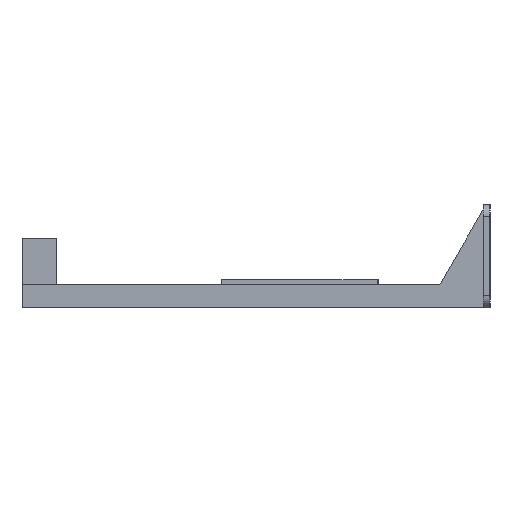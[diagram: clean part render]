
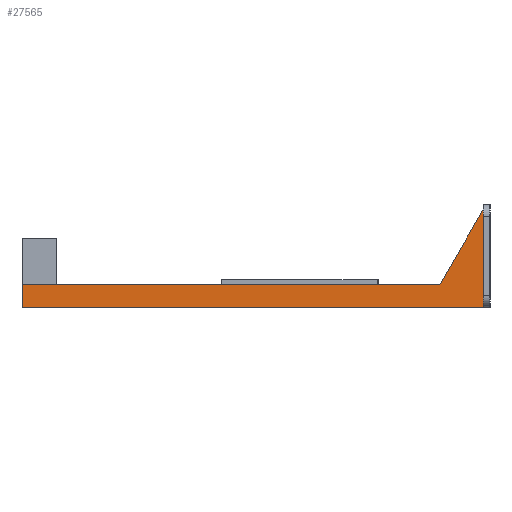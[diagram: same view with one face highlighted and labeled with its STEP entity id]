
A CAD part, left-side view. The second image highlights one B-rep face of the part: STEP entity #27565.
In plain terms, the highlighted planar face has unit normal (-1, 0, 0).
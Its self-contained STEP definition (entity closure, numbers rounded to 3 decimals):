
#251 = PLANE('',#252);
#252 = AXIS2_PLACEMENT_3D('',#253,#254,#255);
#253 = CARTESIAN_POINT('',(188.,185.,0.));
#254 = DIRECTION('',(0.,0.,1.));
#255 = DIRECTION('',(1.,0.,0.));
#413 = PLANE('',#414);
#414 = AXIS2_PLACEMENT_3D('',#415,#416,#417);
#415 = CARTESIAN_POINT('',(110.,0.,22.225));
#416 = DIRECTION('',(0.,-1.,0.));
#417 = DIRECTION('',(1.,0.,0.));
#9549 = EDGE_CURVE('',#9550,#9552,#9554,.T.);
#9550 = VERTEX_POINT('',#9551);
#9551 = CARTESIAN_POINT('',(-1.6,0.,0.));
#9552 = VERTEX_POINT('',#9553);
#9553 = CARTESIAN_POINT('',(-1.6,200.,0.));
#9554 = SURFACE_CURVE('',#9555,(#9559,#9566),.PCURVE_S1.);
#9555 = LINE('',#9556,#9557);
#9556 = CARTESIAN_POINT('',(-1.6,0.,0.));
#9557 = VECTOR('',#9558,1.);
#9558 = DIRECTION('',(0.,1.,0.));
#9559 = PCURVE('',#251,#9560);
#9560 = DEFINITIONAL_REPRESENTATION('',(#9561),#9565);
#9561 = LINE('',#9562,#9563);
#9562 = CARTESIAN_POINT('',(-189.6,-185.));
#9563 = VECTOR('',#9564,1.);
#9564 = DIRECTION('',(0.,1.));
#9565 = ( GEOMETRIC_REPRESENTATION_CONTEXT(2) 
PARAMETRIC_REPRESENTATION_CONTEXT() REPRESENTATION_CONTEXT('2D SPACE',''
  ) );
#9566 = PCURVE('',#9567,#9572);
#9567 = PLANE('',#9568);
#9568 = AXIS2_PLACEMENT_3D('',#9569,#9570,#9571);
#9569 = CARTESIAN_POINT('',(-1.6,6.346,21.346));
#9570 = DIRECTION('',(-1.,-0.,-0.));
#9571 = DIRECTION('',(0.,-1.,0.));
#9572 = DEFINITIONAL_REPRESENTATION('',(#9573),#9577);
#9573 = LINE('',#9574,#9575);
#9574 = CARTESIAN_POINT('',(6.346,-21.346));
#9575 = VECTOR('',#9576,1.);
#9576 = DIRECTION('',(-1.,0.));
#9577 = ( GEOMETRIC_REPRESENTATION_CONTEXT(2) 
PARAMETRIC_REPRESENTATION_CONTEXT() REPRESENTATION_CONTEXT('2D SPACE',''
  ) );
#9751 = PLANE('',#9752);
#9752 = AXIS2_PLACEMENT_3D('',#9753,#9754,#9755);
#9753 = CARTESIAN_POINT('',(188.,200.,25.));
#9754 = DIRECTION('',(0.,1.,0.));
#9755 = DIRECTION('',(0.,0.,1.));
#17393 = PLANE('',#17394);
#17394 = AXIS2_PLACEMENT_3D('',#17395,#17396,#17397);
#17395 = CARTESIAN_POINT('',(220.,0.,10.));
#17396 = DIRECTION('',(0.,0.,1.));
#17397 = DIRECTION('',(1.,0.,0.));
#17421 = PLANE('',#17422);
#17422 = AXIS2_PLACEMENT_3D('',#17423,#17424,#17425);
#17423 = CARTESIAN_POINT('',(0.,0.,42.225));
#17424 = DIRECTION('',(-0.,-0.865,-0.502));
#17425 = DIRECTION('',(0.,0.502,-0.865));
#17510 = EDGE_CURVE('',#17511,#9550,#17513,.T.);
#17511 = VERTEX_POINT('',#17512);
#17512 = CARTESIAN_POINT('',(-1.6,0.,42.225));
#17513 = SURFACE_CURVE('',#17514,(#17518,#17525),.PCURVE_S1.);
#17514 = LINE('',#17515,#17516);
#17515 = CARTESIAN_POINT('',(-1.6,0.,42.225));
#17516 = VECTOR('',#17517,1.);
#17517 = DIRECTION('',(0.,0.,-1.));
#17518 = PCURVE('',#413,#17519);
#17519 = DEFINITIONAL_REPRESENTATION('',(#17520),#17524);
#17520 = LINE('',#17521,#17522);
#17521 = CARTESIAN_POINT('',(-111.6,20.));
#17522 = VECTOR('',#17523,1.);
#17523 = DIRECTION('',(0.,-1.));
#17524 = ( GEOMETRIC_REPRESENTATION_CONTEXT(2) 
PARAMETRIC_REPRESENTATION_CONTEXT() REPRESENTATION_CONTEXT('2D SPACE',''
  ) );
#17525 = PCURVE('',#9567,#17526);
#17526 = DEFINITIONAL_REPRESENTATION('',(#17527),#17531);
#17527 = LINE('',#17528,#17529);
#17528 = CARTESIAN_POINT('',(6.346,20.879));
#17529 = VECTOR('',#17530,1.);
#17530 = DIRECTION('',(0.,-1.));
#17531 = ( GEOMETRIC_REPRESENTATION_CONTEXT(2) 
PARAMETRIC_REPRESENTATION_CONTEXT() REPRESENTATION_CONTEXT('2D SPACE',''
  ) );
#27565 = ADVANCED_FACE('',(#27566),#9567,.T.);
#27566 = FACE_BOUND('',#27567,.T.);
#27567 = EDGE_LOOP('',(#27568,#27591,#27614,#27635,#27636));
#27568 = ORIENTED_EDGE('',*,*,#27569,.T.);
#27569 = EDGE_CURVE('',#17511,#27570,#27572,.T.);
#27570 = VERTEX_POINT('',#27571);
#27571 = CARTESIAN_POINT('',(-1.6,18.708,10.));
#27572 = SURFACE_CURVE('',#27573,(#27577,#27584),.PCURVE_S1.);
#27573 = LINE('',#27574,#27575);
#27574 = CARTESIAN_POINT('',(-1.6,0.,42.225));
#27575 = VECTOR('',#27576,1.);
#27576 = DIRECTION('',(0.,0.502,-0.865));
#27577 = PCURVE('',#9567,#27578);
#27578 = DEFINITIONAL_REPRESENTATION('',(#27579),#27583);
#27579 = LINE('',#27580,#27581);
#27580 = CARTESIAN_POINT('',(6.346,20.879));
#27581 = VECTOR('',#27582,1.);
#27582 = DIRECTION('',(-0.502,-0.865));
#27583 = ( GEOMETRIC_REPRESENTATION_CONTEXT(2) 
PARAMETRIC_REPRESENTATION_CONTEXT() REPRESENTATION_CONTEXT('2D SPACE',''
  ) );
#27584 = PCURVE('',#17421,#27585);
#27585 = DEFINITIONAL_REPRESENTATION('',(#27586),#27590);
#27586 = LINE('',#27587,#27588);
#27587 = CARTESIAN_POINT('',(0.,-1.6));
#27588 = VECTOR('',#27589,1.);
#27589 = DIRECTION('',(1.,0.));
#27590 = ( GEOMETRIC_REPRESENTATION_CONTEXT(2) 
PARAMETRIC_REPRESENTATION_CONTEXT() REPRESENTATION_CONTEXT('2D SPACE',''
  ) );
#27591 = ORIENTED_EDGE('',*,*,#27592,.T.);
#27592 = EDGE_CURVE('',#27570,#27593,#27595,.T.);
#27593 = VERTEX_POINT('',#27594);
#27594 = CARTESIAN_POINT('',(-1.6,200.,10.));
#27595 = SURFACE_CURVE('',#27596,(#27600,#27607),.PCURVE_S1.);
#27596 = LINE('',#27597,#27598);
#27597 = CARTESIAN_POINT('',(-1.6,0.,10.));
#27598 = VECTOR('',#27599,1.);
#27599 = DIRECTION('',(0.,1.,0.));
#27600 = PCURVE('',#9567,#27601);
#27601 = DEFINITIONAL_REPRESENTATION('',(#27602),#27606);
#27602 = LINE('',#27603,#27604);
#27603 = CARTESIAN_POINT('',(6.346,-11.346));
#27604 = VECTOR('',#27605,1.);
#27605 = DIRECTION('',(-1.,0.));
#27606 = ( GEOMETRIC_REPRESENTATION_CONTEXT(2) 
PARAMETRIC_REPRESENTATION_CONTEXT() REPRESENTATION_CONTEXT('2D SPACE',''
  ) );
#27607 = PCURVE('',#17393,#27608);
#27608 = DEFINITIONAL_REPRESENTATION('',(#27609),#27613);
#27609 = LINE('',#27610,#27611);
#27610 = CARTESIAN_POINT('',(-221.6,0.));
#27611 = VECTOR('',#27612,1.);
#27612 = DIRECTION('',(0.,1.));
#27613 = ( GEOMETRIC_REPRESENTATION_CONTEXT(2) 
PARAMETRIC_REPRESENTATION_CONTEXT() REPRESENTATION_CONTEXT('2D SPACE',''
  ) );
#27614 = ORIENTED_EDGE('',*,*,#27615,.F.);
#27615 = EDGE_CURVE('',#9552,#27593,#27616,.T.);
#27616 = SURFACE_CURVE('',#27617,(#27621,#27628),.PCURVE_S1.);
#27617 = LINE('',#27618,#27619);
#27618 = CARTESIAN_POINT('',(-1.6,200.,0.));
#27619 = VECTOR('',#27620,1.);
#27620 = DIRECTION('',(0.,0.,1.));
#27621 = PCURVE('',#9567,#27622);
#27622 = DEFINITIONAL_REPRESENTATION('',(#27623),#27627);
#27623 = LINE('',#27624,#27625);
#27624 = CARTESIAN_POINT('',(-193.654,-21.346));
#27625 = VECTOR('',#27626,1.);
#27626 = DIRECTION('',(0.,1.));
#27627 = ( GEOMETRIC_REPRESENTATION_CONTEXT(2) 
PARAMETRIC_REPRESENTATION_CONTEXT() REPRESENTATION_CONTEXT('2D SPACE',''
  ) );
#27628 = PCURVE('',#9751,#27629);
#27629 = DEFINITIONAL_REPRESENTATION('',(#27630),#27634);
#27630 = LINE('',#27631,#27632);
#27631 = CARTESIAN_POINT('',(-25.,-189.6));
#27632 = VECTOR('',#27633,1.);
#27633 = DIRECTION('',(1.,0.));
#27634 = ( GEOMETRIC_REPRESENTATION_CONTEXT(2) 
PARAMETRIC_REPRESENTATION_CONTEXT() REPRESENTATION_CONTEXT('2D SPACE',''
  ) );
#27635 = ORIENTED_EDGE('',*,*,#9549,.F.);
#27636 = ORIENTED_EDGE('',*,*,#17510,.F.);
